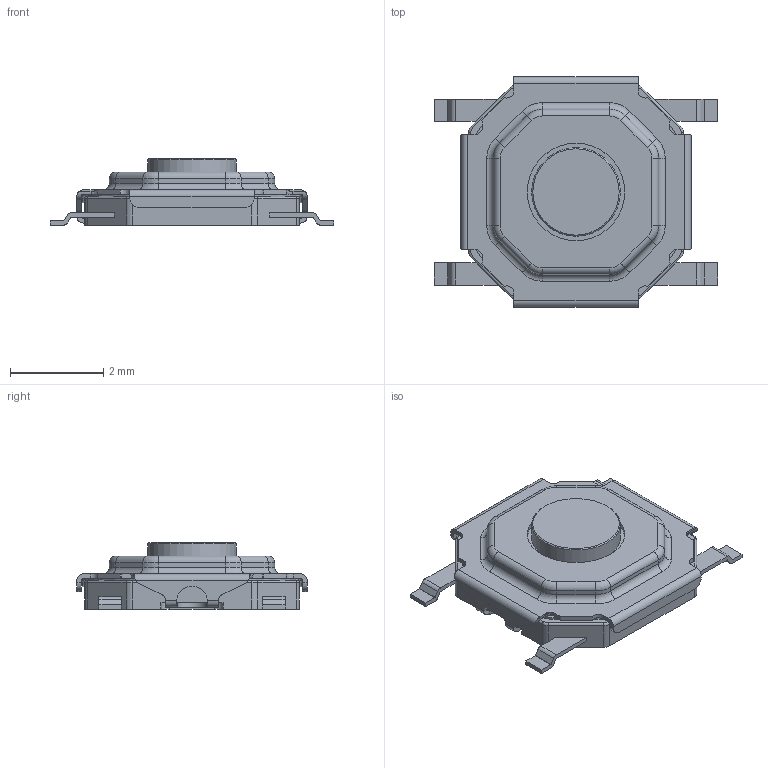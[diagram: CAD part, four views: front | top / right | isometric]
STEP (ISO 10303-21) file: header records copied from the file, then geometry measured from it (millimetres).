
FILE_DESCRIPTION(/* description */ (''),/* implementation_level */ '2;1');
FILE_NAME(/* name */ 'SW_Push_SMD_4x4x1.5 v5.step',/* time_stamp */ '2023-02-26T14:39:53+01:00',/* author */ (''),/* organization */ (''),/* preprocessor_version */ 'ST-DEVELOPER v19.2',/* originating_system */ 'Autodesk Translation Framework v11.17.0.187',/* authorisation */ '');
FILE_SCHEMA (('AUTOMOTIVE_DESIGN { 1 0 10303 214 3 1 1 }'));
Length unit declared in the file: millimetre
Products named in the file (1): SW_Push_SMD_4x4x1.5
Bounding box: 6.08 x 4.94 x 1.43 mm (x, y, z)
Volume: 20.1 mm3; surface area: 74.8 mm2
Topology: 1 solids, 1 shells, 300 faces, 812 edges, 505 vertices
Faces by surface type: plane 133, cylinder 126, torus 24, bspline 16, cone 1
Full cylindrical faces by diameter (mm): 1.9 x1, 2.09 x1
Entity records: 10030 total; most frequent: CARTESIAN_POINT 2306, ORIENTED_EDGE 1624, DIRECTION 1615, EDGE_CURVE 812, AXIS2_PLACEMENT_3D 566, VERTEX_POINT 505, LINE 483, VECTOR 483
